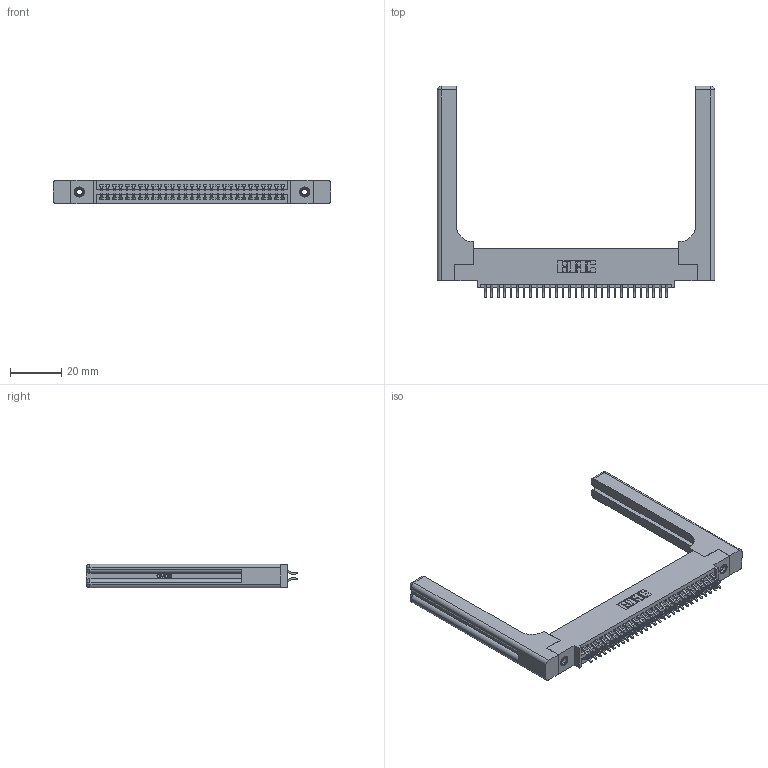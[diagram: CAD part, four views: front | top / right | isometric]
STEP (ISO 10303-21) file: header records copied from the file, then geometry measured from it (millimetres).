
FILE_DESCRIPTION (( 'STEP AP203' ), '1' );
FILE_NAME ('395-058-556-558.STEP', '2019-10-23T12:52:39', ( '' ), ( '' ), 'SwSTEP 2.0', 'SolidWorks 2016', '' );
FILE_SCHEMA (( 'CONFIG_CONTROL_DESIGN' ));
Length unit declared in the file: inch
Products named in the file (5): 345-292-001_556 Tail; 345-250-001_345-250-001-102; 345-220-058_345-220-058; 395-058-556-558; 345 Part_0.110 Offset - 0.156 Dia-TH
Assembly tree (63 placements, depth 2):
  395-058-556-558
    345 Part_0.110 Offset - 0.156 Dia-TH
    345-292-001_556 Tail  x58
    345-250-001_345-250-001-102  x2
    345-220-058_345-220-058  x2
Bounding box: 108.69 x 82.99 x 9.4 mm (x, y, z)
Volume: 18836.7 mm3; surface area: 20165.3 mm2
Topology: 63 solids, 63 shells, 3634 faces, 10705 edges, 7038 vertices
Faces by surface type: plane 2378, cylinder 1196, bspline 36, cone 12, sphere 8, torus 4
Entity records: 30038 total; most frequent: CARTESIAN_POINT 6057, ORIENTED_EDGE 4776, DIRECTION 4276, EDGE_CURVE 2388, VECTOR 2040, LINE 2040, VERTEX_POINT 1582, AXIS2_PLACEMENT_3D 1118
